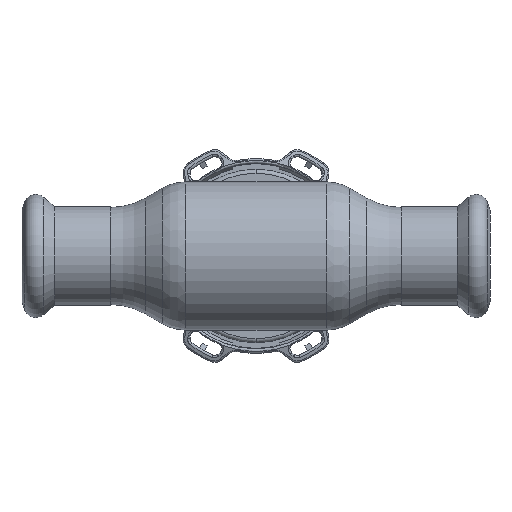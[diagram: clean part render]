
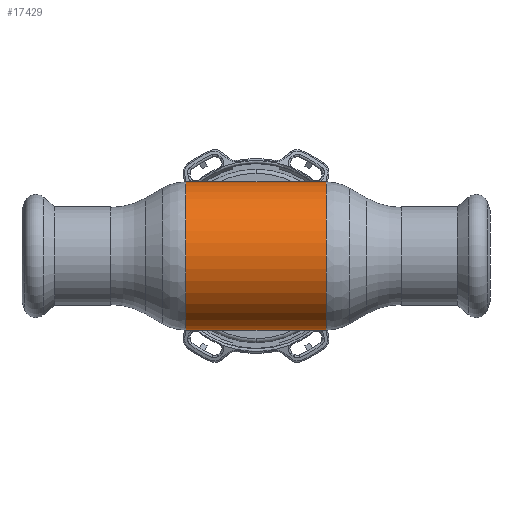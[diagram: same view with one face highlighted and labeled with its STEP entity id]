
A CAD part, front view. The second image highlights one B-rep face of the part: STEP entity #17429.
In plain terms, the highlighted cylindrical face has radius 19 mm (diameter 38 mm), a partial arc.
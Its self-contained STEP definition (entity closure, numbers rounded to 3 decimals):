
#675 = ORIENTED_EDGE ( 'NONE', *, *, #33056, .F. ) ;
#891 = CARTESIAN_POINT ( 'NONE',  ( -62.69, 0., -19. ) ) ;
#1402 = CARTESIAN_POINT ( 'NONE',  ( -18.035, 0., -19. ) ) ;
#2135 = EDGE_LOOP ( 'NONE', ( #675, #9887, #23131, #8192 ) ) ;
#3509 = DIRECTION ( 'NONE',  ( -1., 0., 0. ) ) ;
#3633 = DIRECTION ( 'NONE',  ( -1., 0., 0. ) ) ;
#5117 = CARTESIAN_POINT ( 'NONE',  ( 18.035, 0., -19. ) ) ;
#5450 = AXIS2_PLACEMENT_3D ( 'NONE', #28357, #3633, #14624 ) ;
#6038 = CARTESIAN_POINT ( 'NONE',  ( 18.035, 0., 0. ) ) ;
#6520 = FACE_OUTER_BOUND ( 'NONE', #2135, .T. ) ;
#8187 = DIRECTION ( 'NONE',  ( -1., 0., 0. ) ) ;
#8192 = ORIENTED_EDGE ( 'NONE', *, *, #27555, .F. ) ;
#8540 = VECTOR ( 'NONE', #14789, 1000. ) ;
#9109 = DIRECTION ( 'NONE',  ( 0., 0., 1. ) ) ;
#9620 = VERTEX_POINT ( 'NONE', #35248 ) ;
#9887 = ORIENTED_EDGE ( 'NONE', *, *, #12843, .T. ) ;
#12333 = VERTEX_POINT ( 'NONE', #1402 ) ;
#12624 = AXIS2_PLACEMENT_3D ( 'NONE', #16291, #8187, #13238 ) ;
#12843 = EDGE_CURVE ( 'NONE', #29228, #26669, #32729, .T. ) ;
#13145 = AXIS2_PLACEMENT_3D ( 'NONE', #6038, #3509, #9109 ) ;
#13238 = DIRECTION ( 'NONE',  ( 0., 0., 1. ) ) ;
#14624 = DIRECTION ( 'NONE',  ( 0., 0., 1. ) ) ;
#14789 = DIRECTION ( 'NONE',  ( -1., 0., 0. ) ) ;
#16291 = CARTESIAN_POINT ( 'NONE',  ( -18.035, 0., 0. ) ) ;
#17350 = CYLINDRICAL_SURFACE ( 'NONE', #5450, 19. ) ;
#17429 = ADVANCED_FACE ( 'NONE', ( #6520 ), #17350, .T. ) ;
#17891 = EDGE_CURVE ( 'NONE', #26669, #9620, #21358, .T. ) ;
#19169 = DIRECTION ( 'NONE',  ( -1., 0., 0. ) ) ;
#19496 = CIRCLE ( 'NONE', #12624, 19. ) ;
#21358 = LINE ( 'NONE', #30040, #21584 ) ;
#21584 = VECTOR ( 'NONE', #19169, 1000. ) ;
#23131 = ORIENTED_EDGE ( 'NONE', *, *, #17891, .T. ) ;
#26669 = VERTEX_POINT ( 'NONE', #28427 ) ;
#27555 = EDGE_CURVE ( 'NONE', #12333, #9620, #19496, .T. ) ;
#28357 = CARTESIAN_POINT ( 'NONE',  ( -62.69, 0., 0. ) ) ;
#28427 = CARTESIAN_POINT ( 'NONE',  ( 18.035, 0., 19. ) ) ;
#28510 = LINE ( 'NONE', #891, #8540 ) ;
#29228 = VERTEX_POINT ( 'NONE', #5117 ) ;
#30040 = CARTESIAN_POINT ( 'NONE',  ( -62.69, 0., 19. ) ) ;
#32729 = CIRCLE ( 'NONE', #13145, 19. ) ;
#33056 = EDGE_CURVE ( 'NONE', #29228, #12333, #28510, .T. ) ;
#35248 = CARTESIAN_POINT ( 'NONE',  ( -18.035, 0., 19. ) ) ;
